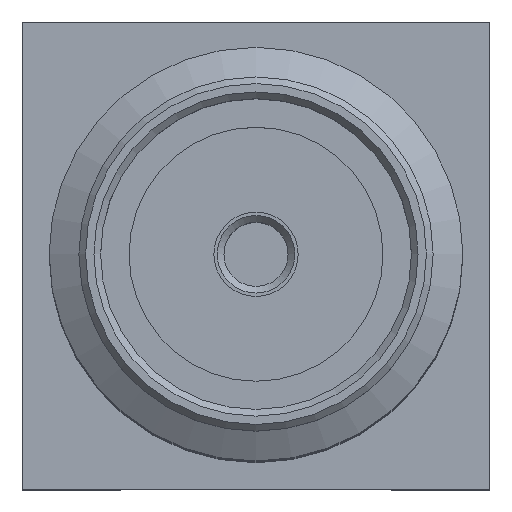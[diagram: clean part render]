
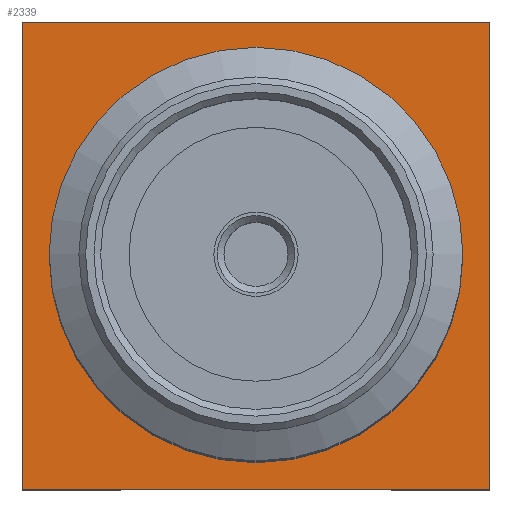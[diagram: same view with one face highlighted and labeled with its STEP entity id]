
A CAD part, top view. The second image highlights one B-rep face of the part: STEP entity #2339.
In plain terms, the highlighted planar face has unit normal (0, 0, 1).
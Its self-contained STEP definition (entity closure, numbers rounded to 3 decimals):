
#2319 = VERTEX_POINT('',#2320);
#2320 = CARTESIAN_POINT('',(3.095,0.,1.58));
#2328 = EDGE_CURVE('',#2319,#2319,#2329,.T.);
#2329 = CIRCLE('',#2330,3.095);
#2330 = AXIS2_PLACEMENT_3D('',#2331,#2332,#2333);
#2331 = CARTESIAN_POINT('',(0.,0.,1.58));
#2332 = DIRECTION('',(0.,0.,-1.));
#2333 = DIRECTION('',(1.,0.,0.));
#2339 = ADVANCED_FACE('',(#2340,#2374),#2377,.F.);
#2340 = FACE_BOUND('',#2341,.F.);
#2341 = EDGE_LOOP('',(#2342,#2352,#2360,#2368));
#2342 = ORIENTED_EDGE('',*,*,#2343,.T.);
#2343 = EDGE_CURVE('',#2344,#2346,#2348,.T.);
#2344 = VERTEX_POINT('',#2345);
#2345 = CARTESIAN_POINT('',(-3.5,3.5,1.58));
#2346 = VERTEX_POINT('',#2347);
#2347 = CARTESIAN_POINT('',(3.5,3.5,1.58));
#2348 = LINE('',#2349,#2350);
#2349 = CARTESIAN_POINT('',(-3.5,3.5,1.58));
#2350 = VECTOR('',#2351,1.);
#2351 = DIRECTION('',(1.,0.,0.));
#2352 = ORIENTED_EDGE('',*,*,#2353,.T.);
#2353 = EDGE_CURVE('',#2346,#2354,#2356,.T.);
#2354 = VERTEX_POINT('',#2355);
#2355 = CARTESIAN_POINT('',(3.5,-3.5,1.58));
#2356 = LINE('',#2357,#2358);
#2357 = CARTESIAN_POINT('',(3.5,3.5,1.58));
#2358 = VECTOR('',#2359,1.);
#2359 = DIRECTION('',(0.,-1.,0.));
#2360 = ORIENTED_EDGE('',*,*,#2361,.T.);
#2361 = EDGE_CURVE('',#2354,#2362,#2364,.T.);
#2362 = VERTEX_POINT('',#2363);
#2363 = CARTESIAN_POINT('',(-3.5,-3.5,1.58));
#2364 = LINE('',#2365,#2366);
#2365 = CARTESIAN_POINT('',(3.5,-3.5,1.58));
#2366 = VECTOR('',#2367,1.);
#2367 = DIRECTION('',(-1.,0.,0.));
#2368 = ORIENTED_EDGE('',*,*,#2369,.T.);
#2369 = EDGE_CURVE('',#2362,#2344,#2370,.T.);
#2370 = LINE('',#2371,#2372);
#2371 = CARTESIAN_POINT('',(-3.5,-3.5,1.58));
#2372 = VECTOR('',#2373,1.);
#2373 = DIRECTION('',(0.,1.,0.));
#2374 = FACE_BOUND('',#2375,.F.);
#2375 = EDGE_LOOP('',(#2376));
#2376 = ORIENTED_EDGE('',*,*,#2328,.F.);
#2377 = PLANE('',#2378);
#2378 = AXIS2_PLACEMENT_3D('',#2379,#2380,#2381);
#2379 = CARTESIAN_POINT('',(0.,0.,1.58));
#2380 = DIRECTION('',(-0.,-0.,-1.));
#2381 = DIRECTION('',(-1.,0.,0.));
